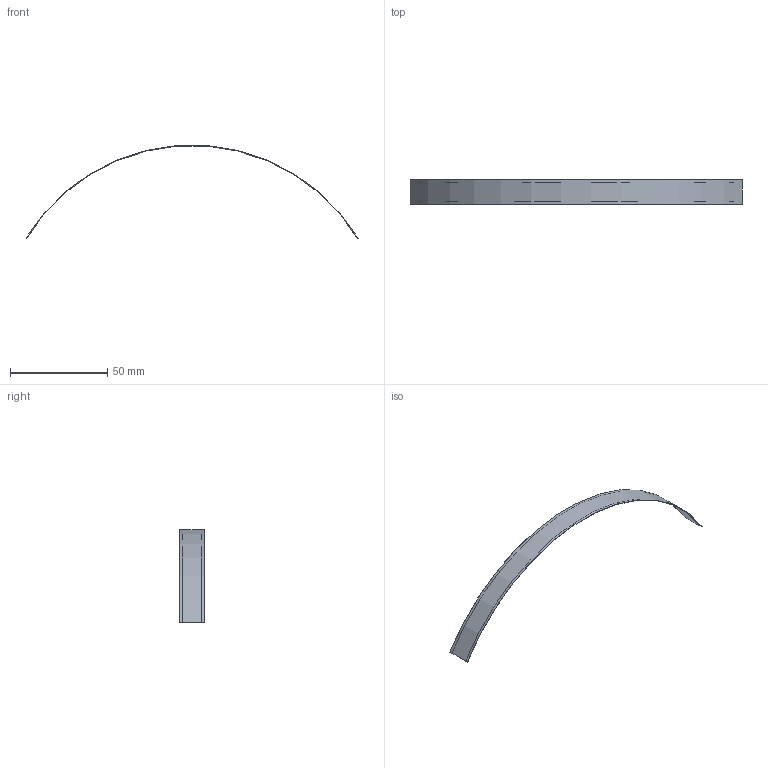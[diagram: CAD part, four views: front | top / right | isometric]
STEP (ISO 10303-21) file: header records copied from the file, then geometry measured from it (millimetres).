
FILE_DESCRIPTION((''),'2;1');
FILE_NAME('673595-01-Z01','2021-05-10T07:14:04',('AT10150'),(''),'CREO PARAMETRIC BY PTC INC, 2019164','CREO PARAMETRIC BY PTC INC, 2019164','');
FILE_SCHEMA(('AUTOMOTIVE_DESIGN { 1 0 10303 214 1 1 1 1 }'));
Length unit declared in the file: millimetre
Products named in the file (1): 673595-01-Z01
Bounding box: 170.7 x 12.7 x 47.75 mm (x, y, z)
Volume: 784.2 mm3; surface area: 5329.7 mm2
Topology: 1 solids, 1 shells, 10 faces, 30 edges, 24 vertices
Faces by surface type: plane 6, cylinder 4
Entity records: 533 total; most frequent: DIRECTION 64, CARTESIAN_POINT 59, ORIENTED_EDGE 48, COLOUR_RGB 36, PRESENTATION_STYLE_ASSIGNMENT 31, STYLED_ITEM 31, CURVE_STYLE 30, EDGE_CURVE 24
